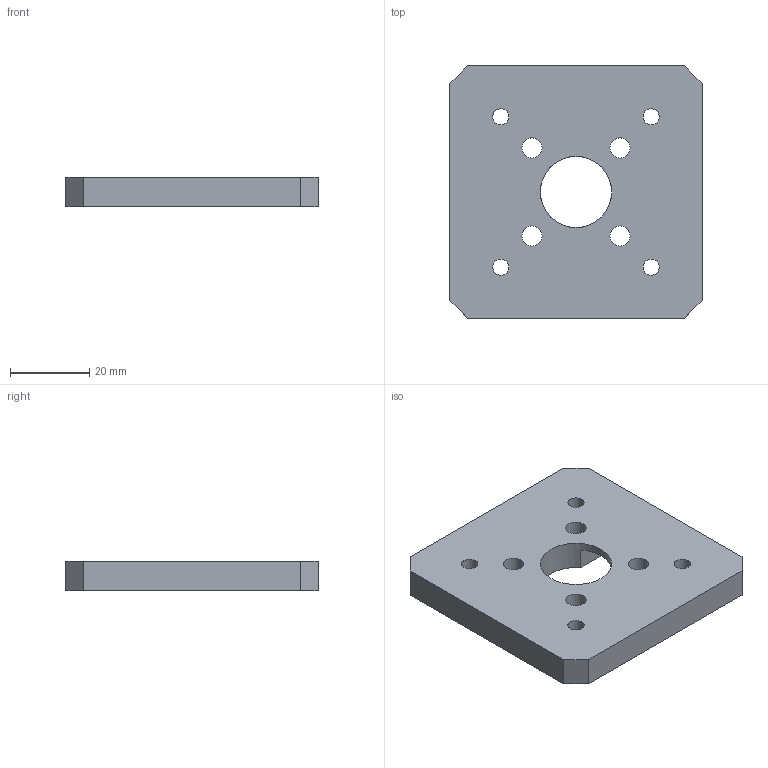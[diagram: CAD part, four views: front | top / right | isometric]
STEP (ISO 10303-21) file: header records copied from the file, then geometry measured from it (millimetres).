
FILE_DESCRIPTION(/* description */ (''),/* implementation_level */ '2;1');
FILE_NAME(/* name */ 'Part_Top_b_Blue.stp',/* time_stamp */ '2022-09-08T13:03:52+01:00',/* author */ ('romanp'),/* organization */ (''),/* preprocessor_version */ 'ST-DEVELOPER v19',/* originating_system */ 'Autodesk Inventor 2023',/* authorisation */ '');
FILE_SCHEMA (('AUTOMOTIVE_DESIGN { 1 0 10303 214 3 1 1 }'));
Length unit declared in the file: millimetre
Products named in the file (1): Part_1_new_b_magnetic
Bounding box: 63.77 x 63.77 x 7.5 mm (x, y, z)
Volume: 25966.7 mm3; surface area: 10584 mm2
Topology: 1 solids, 1 shells, 26 faces, 75 edges, 53 vertices
Faces by surface type: plane 14, cylinder 10, cone 2
Full cylindrical faces by diameter (mm): 4.1 x4, 5.1 x4, 18 x1
Entity records: 957 total; most frequent: CARTESIAN_POINT 155, DIRECTION 153, ORIENTED_EDGE 150, EDGE_CURVE 75, LINE 51, VECTOR 51, AXIS2_PLACEMENT_3D 51, VERTEX_POINT 50
